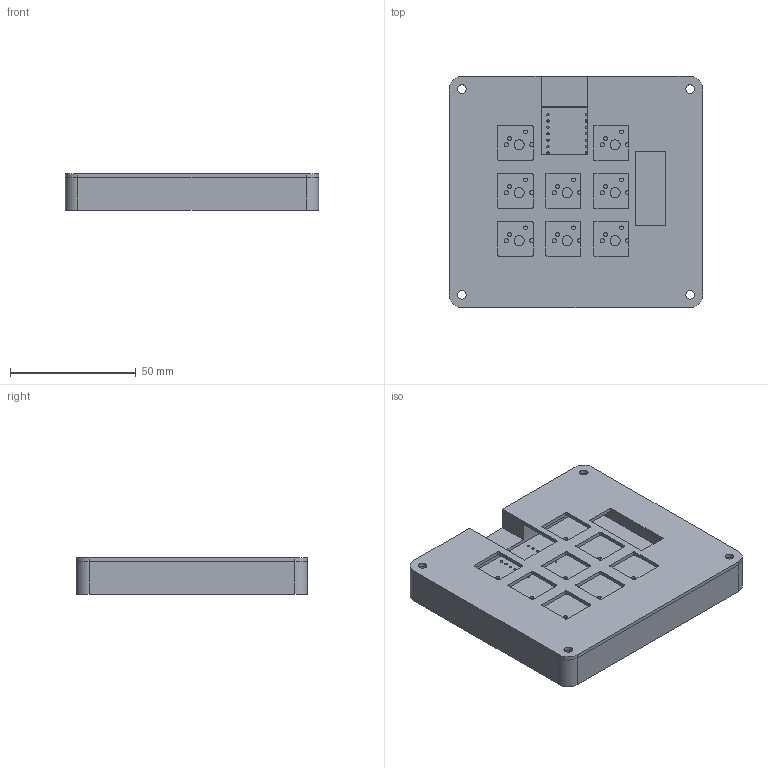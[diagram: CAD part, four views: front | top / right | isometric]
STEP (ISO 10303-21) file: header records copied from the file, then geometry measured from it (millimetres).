
FILE_DESCRIPTION(/* description */ (''),/* implementation_level */ '2;1');
FILE_NAME(/* name */ 'Hackpad.step',/* time_stamp */ '2025-07-04T12:58:38-07:00',/* author */ (''),/* organization */ (''),/* preprocessor_version */ 'ST-DEVELOPER v20.1',/* originating_system */ 'Autodesk Translation Framework v14.10.0.0',/* authorisation */ '');
FILE_SCHEMA (('AUTOMOTIVE_DESIGN { 1 0 10303 214 3 1 1 }'));
Length unit declared in the file: millimetre
Products named in the file (6): 2025-07-02-13-04-23-013; HackPad 1; HackPad_PCB; 2025-07-02-13-08-12-163; 2025-07-02-13-11-57-151; 2025-07-02-13-44-04-268
Assembly tree (5 placements, depth 3):
  2025-07-02-13-04-23-013
    HackPad 1
      HackPad_PCB
    2025-07-02-13-08-12-163
      2025-07-02-13-11-57-151
    2025-07-02-13-44-04-268
Bounding box: 100.6 x 91.8 x 14.5 mm (x, y, z)
Volume: 77833.4 mm3; surface area: 53567.9 mm2
Topology: 3 solids, 3 shells, 180 faces, 510 edges, 340 vertices
Faces by surface type: cylinder 110, plane 70
Full cylindrical faces by diameter (mm): 0.889 x14, 1 x4, 1.5 x16, 1.7 x16, 3.4 x8, 4 x8, 6 x4
Entity records: 6398 total; most frequent: DIRECTION 1112, CARTESIAN_POINT 1041, ORIENTED_EDGE 1020, EDGE_CURVE 510, AXIS2_PLACEMENT_3D 411, VERTEX_POINT 340, EDGE_LOOP 334, LINE 290
